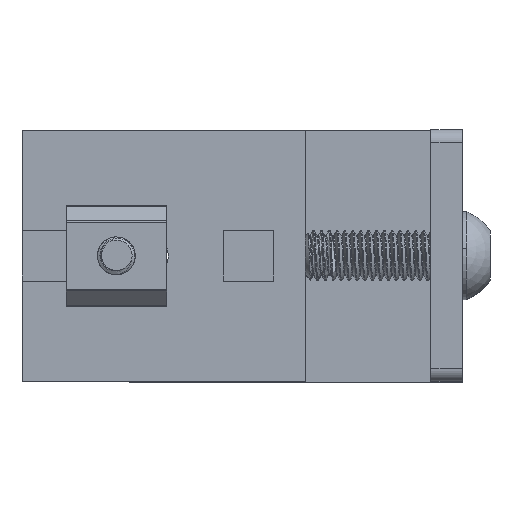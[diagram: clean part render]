
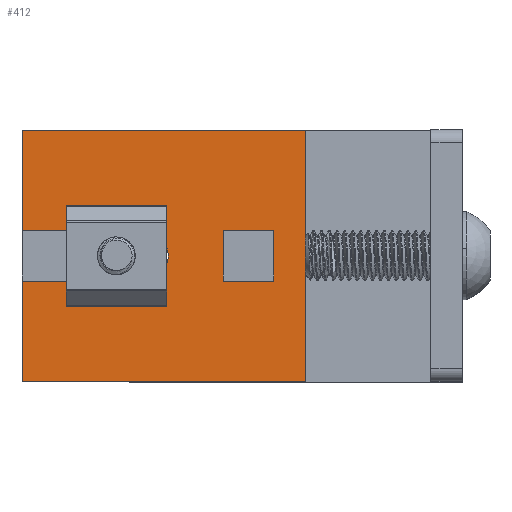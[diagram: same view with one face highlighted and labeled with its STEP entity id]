
A CAD part, top view. The second image highlights one B-rep face of the part: STEP entity #412.
In plain terms, the highlighted planar face has unit normal (0, 0, 1).
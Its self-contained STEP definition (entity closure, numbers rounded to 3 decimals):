
#107=CARTESIAN_POINT('',(-25.,4.,-40.));
#108=VERTEX_POINT('',#107);
#115=CARTESIAN_POINT('',(-33.,4.,-40.));
#116=VERTEX_POINT('',#115);
#117=CARTESIAN_POINT('',(-8.25,4.,-40.));
#118=DIRECTION('',(1.,0.,-0.));
#119=VECTOR('',#118,80.);
#120=LINE('',#117,#119);
#121=EDGE_CURVE('',#116,#108,#120,.T.);
#145=CARTESIAN_POINT('',(-25.,-4.,-40.));
#146=VERTEX_POINT('',#145);
#153=CARTESIAN_POINT('',(-25.,130.,-40.));
#154=DIRECTION('',(0.,-1.,0.));
#155=VECTOR('',#154,80.);
#156=LINE('',#153,#155);
#157=EDGE_CURVE('',#108,#146,#156,.T.);
#176=CARTESIAN_POINT('',(-33.,-4.,-40.));
#177=VERTEX_POINT('',#176);
#184=CARTESIAN_POINT('',(71.75,-4.,-40.));
#185=DIRECTION('',(-1.,0.,0.));
#186=VECTOR('',#185,80.);
#187=LINE('',#184,#186);
#188=EDGE_CURVE('',#146,#177,#187,.T.);
#206=CARTESIAN_POINT('',(-33.,50.,-40.));
#207=DIRECTION('',(0.,1.,0.));
#208=VECTOR('',#207,80.);
#209=LINE('',#206,#208);
#210=EDGE_CURVE('',#177,#116,#209,.T.);
#243=CARTESIAN_POINT('',(-57.,4.,-40.));
#244=VERTEX_POINT('',#243);
#251=CARTESIAN_POINT('',(-65.,4.,-40.));
#252=VERTEX_POINT('',#251);
#253=CARTESIAN_POINT('',(-184.25,4.,-40.));
#254=DIRECTION('',(1.,0.,-0.));
#255=VECTOR('',#254,80.);
#256=LINE('',#253,#255);
#257=EDGE_CURVE('',#252,#244,#256,.T.);
#281=CARTESIAN_POINT('',(-57.,-4.,-40.));
#282=VERTEX_POINT('',#281);
#289=CARTESIAN_POINT('',(-57.,130.,-40.));
#290=DIRECTION('',(0.,-1.,0.));
#291=VECTOR('',#290,80.);
#292=LINE('',#289,#291);
#293=EDGE_CURVE('',#244,#282,#292,.T.);
#312=CARTESIAN_POINT('',(-65.,-4.,-40.));
#313=VERTEX_POINT('',#312);
#320=CARTESIAN_POINT('',(-104.25,-4.,-40.));
#321=DIRECTION('',(-1.,0.,0.));
#322=VECTOR('',#321,80.);
#323=LINE('',#320,#322);
#324=EDGE_CURVE('',#282,#313,#323,.T.);
#347=CARTESIAN_POINT('',(-42.5,-20.,-40.));
#348=DIRECTION('',(0.,0.,1.));
#349=DIRECTION('',(1.,0.,-0.));
#350=AXIS2_PLACEMENT_3D('',#347,#348,#349);
#351=PLANE('',#350);
#352=CARTESIAN_POINT('',(-41.75,0.,-40.));
#353=VERTEX_POINT('',#352);
#354=CARTESIAN_POINT('',(-45.,0.,-40.));
#355=DIRECTION('',(-0.,0.,-1.));
#356=DIRECTION('',(-1.,0.,0.));
#357=AXIS2_PLACEMENT_3D('',#354,#355,#356);
#358=CIRCLE('',#357,3.25);
#359=EDGE_CURVE('',#353,#353,#358,.T.);
#360=ORIENTED_EDGE('',*,*,#359,.T.);
#361=EDGE_LOOP('',(#360));
#362=FACE_BOUND('',#361,.T.);
#363=ORIENTED_EDGE('',*,*,#121,.T.);
#364=ORIENTED_EDGE('',*,*,#157,.T.);
#365=ORIENTED_EDGE('',*,*,#188,.T.);
#366=ORIENTED_EDGE('',*,*,#210,.T.);
#367=EDGE_LOOP('',(#363,#364,#365,#366));
#368=FACE_BOUND('',#367,.T.);
#369=ORIENTED_EDGE('',*,*,#324,.T.);
#370=CARTESIAN_POINT('',(-65.,-20.,-40.));
#371=VERTEX_POINT('',#370);
#372=CARTESIAN_POINT('',(-65.,-20.,-40.));
#373=DIRECTION('',(0.,1.,0.));
#374=VECTOR('',#373,160.);
#375=LINE('',#372,#374);
#376=EDGE_CURVE('',#371,#313,#375,.T.);
#377=ORIENTED_EDGE('',*,*,#376,.F.);
#378=CARTESIAN_POINT('',(-20.,-20.,-40.));
#379=VERTEX_POINT('',#378);
#380=CARTESIAN_POINT('',(-20.,-20.,-40.));
#381=DIRECTION('',(-1.,0.,0.));
#382=VECTOR('',#381,450.);
#383=LINE('',#380,#382);
#384=EDGE_CURVE('',#379,#371,#383,.T.);
#385=ORIENTED_EDGE('',*,*,#384,.F.);
#386=CARTESIAN_POINT('',(-20.,20.,-40.));
#387=VERTEX_POINT('',#386);
#388=CARTESIAN_POINT('',(-20.,-20.,-40.));
#389=DIRECTION('',(0.,1.,0.));
#390=VECTOR('',#389,400.);
#391=LINE('',#388,#390);
#392=EDGE_CURVE('',#379,#387,#391,.T.);
#393=ORIENTED_EDGE('',*,*,#392,.T.);
#394=CARTESIAN_POINT('',(-65.,20.,-40.));
#395=VERTEX_POINT('',#394);
#396=CARTESIAN_POINT('',(-20.,20.,-40.));
#397=DIRECTION('',(-1.,0.,0.));
#398=VECTOR('',#397,450.);
#399=LINE('',#396,#398);
#400=EDGE_CURVE('',#387,#395,#399,.T.);
#401=ORIENTED_EDGE('',*,*,#400,.T.);
#402=CARTESIAN_POINT('',(-65.,220.,-40.));
#403=DIRECTION('',(0.,1.,0.));
#404=VECTOR('',#403,160.);
#405=LINE('',#402,#404);
#406=EDGE_CURVE('',#252,#395,#405,.T.);
#407=ORIENTED_EDGE('',*,*,#406,.F.);
#408=ORIENTED_EDGE('',*,*,#257,.T.);
#409=ORIENTED_EDGE('',*,*,#293,.T.);
#410=EDGE_LOOP('',(#369,#377,#385,#393,#401,#407,#408,#409));
#411=FACE_BOUND('',#410,.T.);
#412=ADVANCED_FACE('',(#362,#368,#411),#351,.T.);
